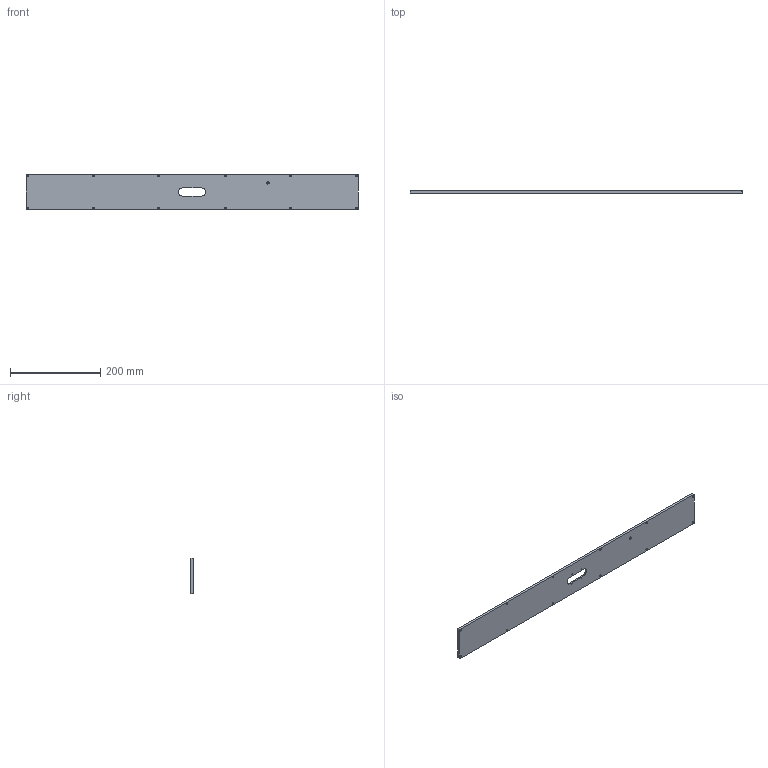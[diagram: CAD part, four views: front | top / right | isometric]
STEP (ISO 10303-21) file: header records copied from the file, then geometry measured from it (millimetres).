
FILE_DESCRIPTION(/* description */ (''),/* implementation_level */ '2;1');
FILE_NAME(/* name */ 'coperchio posteriore.stp',/* time_stamp */ '2017-11-30T11:04:21+01:00',/* author */ (''),/* organization */ (''),/* preprocessor_version */ 'ST-DEVELOPER v16',/* originating_system */ 'SIEMENS PLM Software NX 11.0',/* authorisation */ '');
FILE_SCHEMA (('AUTOMOTIVE_DESIGN { 1 0 10303 214 3 1 1 1 }'));
Length unit declared in the file: millimetre
Products named in the file (1): coperchio posteriore
Bounding box: 737 x 5 x 79.5 mm (x, y, z)
Volume: 284087.3 mm3; surface area: 124697.8 mm2
Topology: 1 solids, 1 shells, 46 faces, 128 edges, 85 vertices
Faces by surface type: cylinder 27, plane 13, cone 6
Full cylindrical faces by diameter (mm): 2.459 x4, 4.2 x1, 4.5 x12
Entity records: 1408 total; most frequent: DIRECTION 246, CARTESIAN_POINT 223, ORIENTED_EDGE 192, AXIS2_PLACEMENT_3D 103, EDGE_LOOP 98, EDGE_CURVE 96, FACE_BOUND 82, VERTEX_POINT 80
